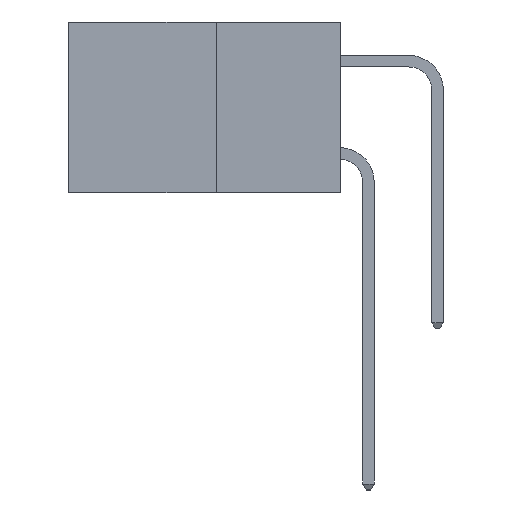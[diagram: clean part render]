
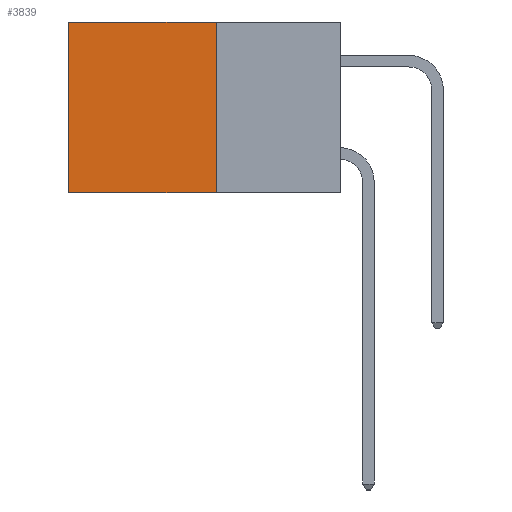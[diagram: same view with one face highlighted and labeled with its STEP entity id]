
A CAD part, left-side view. The second image highlights one B-rep face of the part: STEP entity #3839.
In plain terms, the highlighted planar face has unit normal (-1, 0, 0).
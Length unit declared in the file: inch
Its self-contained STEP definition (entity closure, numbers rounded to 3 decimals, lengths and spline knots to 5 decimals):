
#1295 = VERTEX_POINT ( 'NONE', #19774 ) ;
#2304 = DIRECTION ( 'NONE',  ( 0., 0., -1. ) ) ;
#3085 = DIRECTION ( 'NONE',  ( 0., 1., 0. ) ) ;
#3106 = CARTESIAN_POINT ( 'NONE',  ( 0.277, 0.27, -0.37 ) ) ;
#3265 = CARTESIAN_POINT ( 'NONE',  ( 0.277, 0.59, -0.37 ) ) ;
#3839 = ADVANCED_FACE ( 'NONE', ( #5448 ), #28322, .F. ) ;
#4041 = LINE ( 'NONE', #3265, #15540 ) ;
#5448 = FACE_OUTER_BOUND ( 'NONE', #12204, .T. ) ;
#5827 = CARTESIAN_POINT ( 'NONE',  ( 0.277, 0.27, 0. ) ) ;
#6124 = VERTEX_POINT ( 'NONE', #28604 ) ;
#6937 = CARTESIAN_POINT ( 'NONE',  ( 0.277, 0.27, -0.37 ) ) ;
#7696 = CARTESIAN_POINT ( 'NONE',  ( 0.277, 0.27, 0. ) ) ;
#8481 = VECTOR ( 'NONE', #3085, 39.37008 ) ;
#10709 = VERTEX_POINT ( 'NONE', #11391 ) ;
#10978 = EDGE_CURVE ( 'NONE', #19091, #10709, #11326, .T. ) ;
#11326 = LINE ( 'NONE', #7696, #8481 ) ;
#11391 = CARTESIAN_POINT ( 'NONE',  ( 0.277, 0.59, 0. ) ) ;
#11875 = AXIS2_PLACEMENT_3D ( 'NONE', #20309, #19639, #19740 ) ;
#12204 = EDGE_LOOP ( 'NONE', ( #21241, #16341, #12853, #21489 ) ) ;
#12853 = ORIENTED_EDGE ( 'NONE', *, *, #13010, .F. ) ;
#13010 = EDGE_CURVE ( 'NONE', #19091, #6124, #15660, .T. ) ;
#14956 = VECTOR ( 'NONE', #2304, 39.37008 ) ;
#15540 = VECTOR ( 'NONE', #17051, 39.37008 ) ;
#15660 = LINE ( 'NONE', #6937, #14956 ) ;
#16341 = ORIENTED_EDGE ( 'NONE', *, *, #17616, .F. ) ;
#17051 = DIRECTION ( 'NONE',  ( 0., 0., -1. ) ) ;
#17614 = VECTOR ( 'NONE', #26091, 39.37008 ) ;
#17616 = EDGE_CURVE ( 'NONE', #6124, #1295, #25123, .T. ) ;
#19091 = VERTEX_POINT ( 'NONE', #5827 ) ;
#19639 = DIRECTION ( 'NONE',  ( 1., 0., 0. ) ) ;
#19740 = DIRECTION ( 'NONE',  ( 0., 0., -1. ) ) ;
#19774 = CARTESIAN_POINT ( 'NONE',  ( 0.277, 0.59, -0.37 ) ) ;
#20309 = CARTESIAN_POINT ( 'NONE',  ( 0.277, 0.27, -0.37 ) ) ;
#21241 = ORIENTED_EDGE ( 'NONE', *, *, #25968, .T. ) ;
#21489 = ORIENTED_EDGE ( 'NONE', *, *, #10978, .T. ) ;
#25123 = LINE ( 'NONE', #3106, #17614 ) ;
#25968 = EDGE_CURVE ( 'NONE', #10709, #1295, #4041, .T. ) ;
#26091 = DIRECTION ( 'NONE',  ( 0., 1., 0. ) ) ;
#28322 = PLANE ( 'NONE',  #11875 ) ;
#28604 = CARTESIAN_POINT ( 'NONE',  ( 0.277, 0.27, -0.37 ) ) ;
